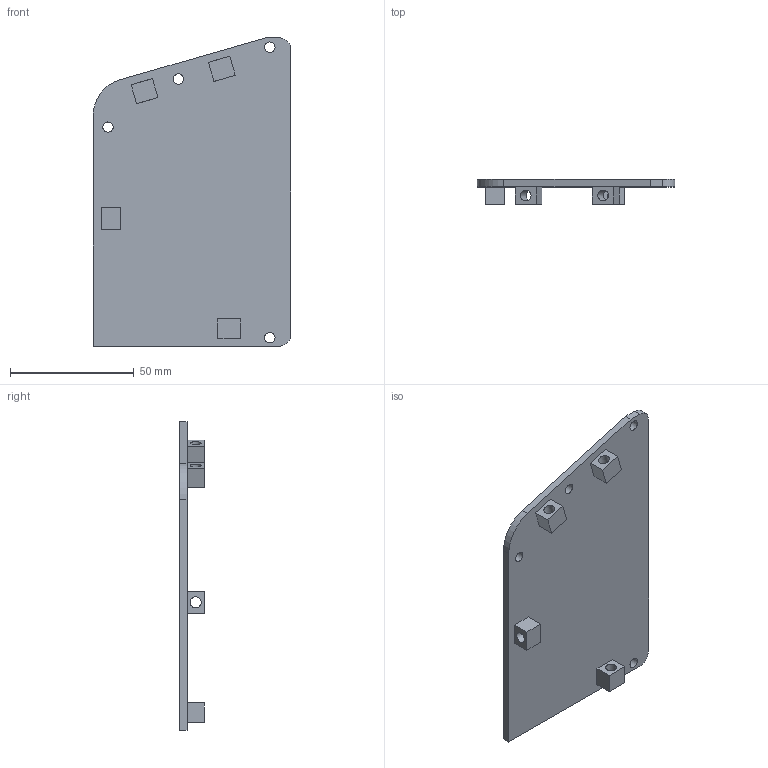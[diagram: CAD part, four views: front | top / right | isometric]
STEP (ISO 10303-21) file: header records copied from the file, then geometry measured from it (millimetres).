
FILE_DESCRIPTION(/* description */ (''),/* implementation_level */ '2;1');
FILE_NAME(/* name */ 'palm_upper_no_holes.stp',/* time_stamp */ '2023-08-31T16:54:14-04:00',/* author */ ('Kenny'),/* organization */ (''),/* preprocessor_version */ 'ST-DEVELOPER v18.1',/* originating_system */ 'Autodesk Inventor 2021',/* authorisation */ '');
FILE_SCHEMA (('AUTOMOTIVE_DESIGN { 1 0 10303 214 3 1 1 }'));
Length unit declared in the file: millimetre
Products named in the file (1): palm_upper_all_mounts_xarm_franka
Bounding box: 80 x 10 x 125 mm (x, y, z)
Volume: 29132.6 mm3; surface area: 20988.5 mm2
Topology: 1 solids, 1 shells, 38 faces, 104 edges, 72 vertices
Faces by surface type: plane 27, cylinder 11
Full cylindrical faces by diameter (mm): 4.2 x4, 4.4 x4
Entity records: 1295 total; most frequent: CARTESIAN_POINT 215, DIRECTION 212, ORIENTED_EDGE 208, EDGE_CURVE 104, LINE 74, VECTOR 74, VERTEX_POINT 72, AXIS2_PLACEMENT_3D 69
